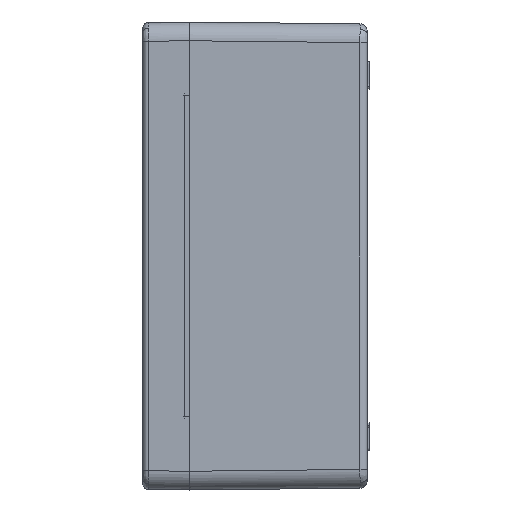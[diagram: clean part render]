
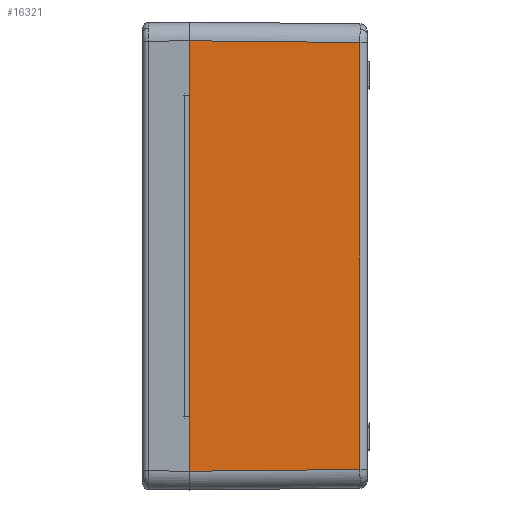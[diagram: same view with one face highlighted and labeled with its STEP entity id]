
A CAD part, left-side view. The second image highlights one B-rep face of the part: STEP entity #16321.
In plain terms, the highlighted planar face has unit normal (-1, -0.011, 0).
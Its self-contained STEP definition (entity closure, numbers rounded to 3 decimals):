
#1390=LINE('',#32114,#2283);
#1609=LINE('',#34727,#2502);
#1610=LINE('',#34728,#2503);
#1611=LINE('',#34729,#2504);
#2283=VECTOR('',#22052,1000.);
#2502=VECTOR('',#22459,1000.);
#2503=VECTOR('',#22460,1000.);
#2504=VECTOR('',#22461,1000.);
#2834=PLANE('',#18188);
#3853=FACE_OUTER_BOUND('',#5029,.T.);
#5029=EDGE_LOOP('',(#13817,#13818,#13819,#13820));
#7683=VERTEX_POINT('',#31555);
#7794=VERTEX_POINT('',#32112);
#7795=VERTEX_POINT('',#32113);
#8023=VERTEX_POINT('',#34726);
#9757=EDGE_CURVE('',#7794,#7795,#1390,.T.);
#10090=EDGE_CURVE('',#7794,#8023,#1609,.T.);
#10091=EDGE_CURVE('',#8023,#7683,#1610,.T.);
#10092=EDGE_CURVE('',#7683,#7795,#1611,.T.);
#13817=ORIENTED_EDGE('',*,*,#10090,.T.);
#13818=ORIENTED_EDGE('',*,*,#10091,.T.);
#13819=ORIENTED_EDGE('',*,*,#10092,.T.);
#13820=ORIENTED_EDGE('',*,*,#9757,.F.);
#16321=ADVANCED_FACE('',(#3853),#2834,.T.);
#18188=AXIS2_PLACEMENT_3D('',#34725,#22457,#22458);
#22052=DIRECTION('',(0.,0.,1.));
#22457=DIRECTION('center_axis',(-1.,-0.01,
0.));
#22458=DIRECTION('ref_axis',(0.01,-1.,0.));
#22459=DIRECTION('',(0.01,-1.,0.01));
#22460=DIRECTION('',(0.,0.,1.));
#22461=DIRECTION('',(-0.01,1.,0.01));
#31555=CARTESIAN_POINT('',(-299.02,-91.542,114.021));
#32112=CARTESIAN_POINT('',(-299.974,-0.5,-114.974));
#32113=CARTESIAN_POINT('',(-299.974,-0.5,114.974));
#32114=CARTESIAN_POINT('',(-299.974,-0.5,-125.));
#34725=CARTESIAN_POINT('Origin',(-300.,2.,-125.));
#34726=CARTESIAN_POINT('',(-299.02,-91.542,-114.021));
#34727=CARTESIAN_POINT('',(-300.001,2.105,-115.002));
#34728=CARTESIAN_POINT('',(-299.02,-91.542,113.979));
#34729=CARTESIAN_POINT('',(-299.974,-0.513,114.974));
